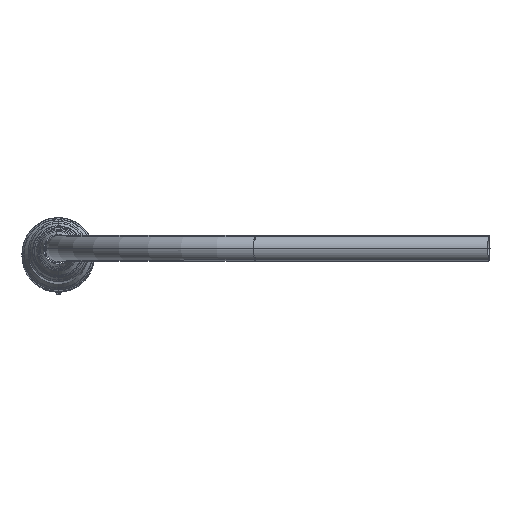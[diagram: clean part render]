
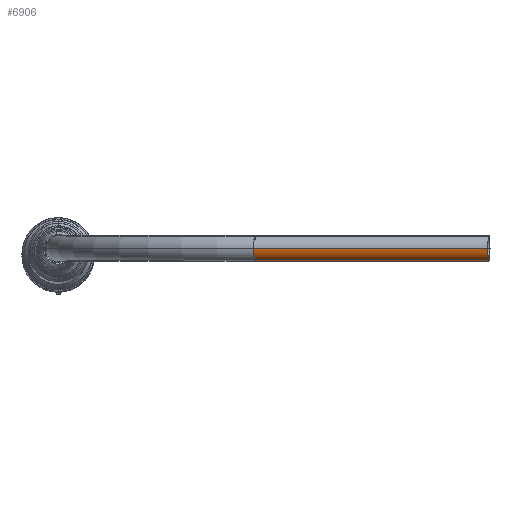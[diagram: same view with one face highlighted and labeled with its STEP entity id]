
A CAD part, top view. The second image highlights one B-rep face of the part: STEP entity #6906.
In plain terms, the highlighted cylindrical face has radius 30.15 mm (diameter 60.3 mm), a partial arc.
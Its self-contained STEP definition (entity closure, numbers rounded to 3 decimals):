
#35 = DIRECTION ( 'NONE',  ( 0.996, 0.087, 0. ) ) ;
#44 = CARTESIAN_POINT ( 'NONE',  ( 459.05, 1422.408, 0. ) ) ;
#84 = LINE ( 'NONE', #8483, #1735 ) ;
#196 = CIRCLE ( 'NONE', #7887, 30.15 ) ;
#297 = ORIENTED_EDGE ( 'NONE', *, *, #4768, .T. ) ;
#448 = ORIENTED_EDGE ( 'NONE', *, *, #4758, .F. ) ;
#550 = DIRECTION ( 'NONE',  ( -0.087, 0.996, 0. ) ) ;
#1301 = AXIS2_PLACEMENT_3D ( 'NONE', #5777, #35, #550 ) ;
#1735 = VECTOR ( 'NONE', #2691, 1000. ) ;
#1769 = CYLINDRICAL_SURFACE ( 'NONE', #4992, 30.15 ) ;
#1790 = VERTEX_POINT ( 'NONE', #4477 ) ;
#2691 = DIRECTION ( 'NONE',  ( 0.996, 0.087, 0. ) ) ;
#3517 = VERTEX_POINT ( 'NONE', #44 ) ;
#4411 = DIRECTION ( 'NONE',  ( 0.996, 0.087, 0. ) ) ;
#4477 = CARTESIAN_POINT ( 'NONE',  ( 453.794, 1482.478, 0. ) ) ;
#4758 = EDGE_CURVE ( 'NONE', #8157, #6953, #196, .T. ) ;
#4768 = EDGE_CURVE ( 'NONE', #1790, #3517, #8176, .T. ) ;
#4992 = AXIS2_PLACEMENT_3D ( 'NONE', #5116, #7690, #7048 ) ;
#5116 = CARTESIAN_POINT ( 'NONE',  ( 456.422, 1452.443, 0. ) ) ;
#5183 = CARTESIAN_POINT ( 'NONE',  ( 459.05, 1422.408, 0. ) ) ;
#5213 = CARTESIAN_POINT ( 'NONE',  ( 1000., 1500., 0. ) ) ;
#5257 = DIRECTION ( 'NONE',  ( -0.087, 0.996, 0. ) ) ;
#5624 = EDGE_CURVE ( 'NONE', #1790, #8157, #84, .T. ) ;
#5777 = CARTESIAN_POINT ( 'NONE',  ( 456.422, 1452.443, 0. ) ) ;
#6086 = EDGE_LOOP ( 'NONE', ( #297, #8331, #448, #7458 ) ) ;
#6458 = LINE ( 'NONE', #5183, #7575 ) ;
#6601 = CARTESIAN_POINT ( 'NONE',  ( 997.372, 1530.035, 0. ) ) ;
#6906 = ADVANCED_FACE ( 'NONE', ( #7659 ), #1769, .T. ) ;
#6953 = VERTEX_POINT ( 'NONE', #7181 ) ;
#7048 = DIRECTION ( 'NONE',  ( -0.087, 0.996, 0. ) ) ;
#7181 = CARTESIAN_POINT ( 'NONE',  ( 1002.628, 1469.965, 0. ) ) ;
#7458 = ORIENTED_EDGE ( 'NONE', *, *, #5624, .F. ) ;
#7575 = VECTOR ( 'NONE', #4411, 1000. ) ;
#7659 = FACE_OUTER_BOUND ( 'NONE', #6086, .T. ) ;
#7690 = DIRECTION ( 'NONE',  ( 0.996, 0.087, 0. ) ) ;
#7825 = DIRECTION ( 'NONE',  ( 0.996, 0.087, 0. ) ) ;
#7887 = AXIS2_PLACEMENT_3D ( 'NONE', #5213, #7825, #5257 ) ;
#8157 = VERTEX_POINT ( 'NONE', #6601 ) ;
#8176 = CIRCLE ( 'NONE', #1301, 30.15 ) ;
#8331 = ORIENTED_EDGE ( 'NONE', *, *, #8478, .T. ) ;
#8478 = EDGE_CURVE ( 'NONE', #3517, #6953, #6458, .T. ) ;
#8483 = CARTESIAN_POINT ( 'NONE',  ( 453.794, 1482.478, 0. ) ) ;
